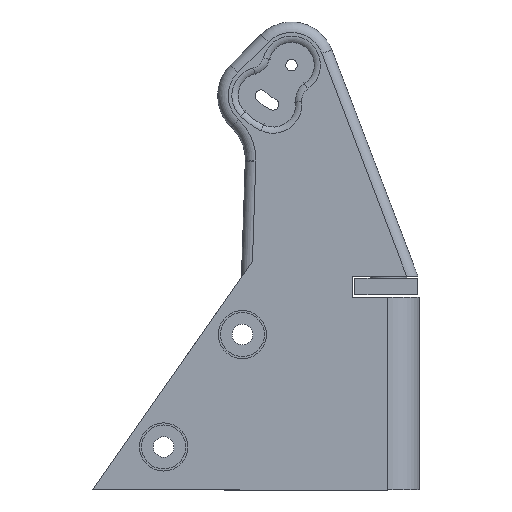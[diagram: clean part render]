
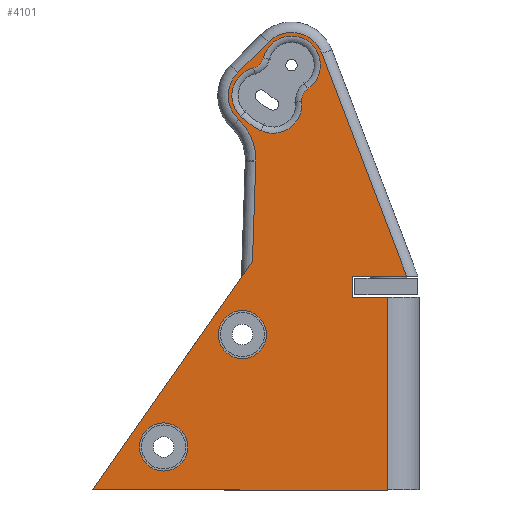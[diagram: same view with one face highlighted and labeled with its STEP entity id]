
A CAD part, front view. The second image highlights one B-rep face of the part: STEP entity #4101.
In plain terms, the highlighted planar face has unit normal (0, -1, 0).
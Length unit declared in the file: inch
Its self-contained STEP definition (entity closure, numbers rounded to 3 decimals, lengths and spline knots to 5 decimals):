
#37=FACE_BOUND('',#652,.T.);
#38=FACE_BOUND('',#653,.T.);
#39=FACE_BOUND('',#654,.T.);
#393=FACE_OUTER_BOUND('',#651,.T.);
#651=EDGE_LOOP('',(#2954,#2955,#2956,#2957,#2958,#2959,#2960,#2961,#2962,
#2963,#2964,#2965,#2966));
#652=EDGE_LOOP('',(#2967));
#653=EDGE_LOOP('',(#2968));
#654=EDGE_LOOP('',(#2969,#2970,#2971,#2972,#2973,#2974));
#911=CIRCLE('',#4354,0.186);
#915=CIRCLE('',#4360,0.186);
#918=CIRCLE('',#4364,0.31);
#960=CIRCLE('',#4439,0.1375);
#961=CIRCLE('',#4440,0.1375);
#962=CIRCLE('',#4441,0.1655);
#963=CIRCLE('',#4442,0.0775);
#964=CIRCLE('',#4443,0.165);
#965=CIRCLE('',#4444,0.413);
#966=CIRCLE('',#4445,0.165);
#967=CIRCLE('',#4446,0.0775);
#1239=LINE('',#6345,#1467);
#1241=LINE('',#6366,#1469);
#1242=LINE('',#6377,#1470);
#1244=LINE('',#6392,#1472);
#1257=LINE('',#6457,#1485);
#1267=LINE('',#6912,#1495);
#1268=LINE('',#6914,#1496);
#1269=LINE('',#6916,#1497);
#1270=LINE('',#6918,#1498);
#1271=LINE('',#6919,#1499);
#1467=VECTOR('',#4954,0.3937);
#1469=VECTOR('',#4962,0.3937);
#1470=VECTOR('',#4975,0.3937);
#1472=VECTOR('',#4995,0.3937);
#1485=VECTOR('',#5034,1.);
#1495=VECTOR('',#5162,1.);
#1496=VECTOR('',#5163,1.);
#1497=VECTOR('',#5164,1.);
#1498=VECTOR('',#5165,1.);
#1499=VECTOR('',#5166,1.);
#1706=VERTEX_POINT('',#6342);
#1707=VERTEX_POINT('',#6344);
#1708=VERTEX_POINT('',#6359);
#1711=VERTEX_POINT('',#6364);
#1713=VERTEX_POINT('',#6369);
#1715=VERTEX_POINT('',#6375);
#1717=VERTEX_POINT('',#6381);
#1719=VERTEX_POINT('',#6387);
#1734=VERTEX_POINT('',#6456);
#1768=VERTEX_POINT('',#6911);
#1769=VERTEX_POINT('',#6913);
#1770=VERTEX_POINT('',#6915);
#1771=VERTEX_POINT('',#6917);
#1772=VERTEX_POINT('',#6920);
#1773=VERTEX_POINT('',#6922);
#1774=VERTEX_POINT('',#6924);
#1775=VERTEX_POINT('',#6925);
#1776=VERTEX_POINT('',#6927);
#1777=VERTEX_POINT('',#6929);
#1778=VERTEX_POINT('',#6931);
#1779=VERTEX_POINT('',#6933);
#2113=EDGE_CURVE('',#1706,#1707,#1239,.T.);
#2118=EDGE_CURVE('',#1711,#1708,#1241,.T.);
#2120=EDGE_CURVE('',#1713,#1711,#911,.T.);
#2123=EDGE_CURVE('',#1715,#1713,#1242,.T.);
#2126=EDGE_CURVE('',#1717,#1715,#915,.T.);
#2129=EDGE_CURVE('',#1719,#1717,#918,.T.);
#2131=EDGE_CURVE('',#1707,#1719,#1244,.T.);
#2155=EDGE_CURVE('',#1734,#1708,#1257,.T.);
#2220=EDGE_CURVE('',#1706,#1768,#1267,.T.);
#2221=EDGE_CURVE('',#1768,#1769,#1268,.T.);
#2222=EDGE_CURVE('',#1769,#1770,#1269,.T.);
#2223=EDGE_CURVE('',#1770,#1771,#1270,.T.);
#2224=EDGE_CURVE('',#1771,#1734,#1271,.T.);
#2225=EDGE_CURVE('',#1772,#1772,#960,.T.);
#2226=EDGE_CURVE('',#1773,#1773,#961,.T.);
#2227=EDGE_CURVE('',#1774,#1775,#962,.T.);
#2228=EDGE_CURVE('',#1775,#1776,#963,.T.);
#2229=EDGE_CURVE('',#1776,#1777,#964,.T.);
#2230=EDGE_CURVE('',#1777,#1778,#965,.T.);
#2231=EDGE_CURVE('',#1778,#1779,#966,.T.);
#2232=EDGE_CURVE('',#1779,#1774,#967,.T.);
#2954=ORIENTED_EDGE('',*,*,#2220,.T.);
#2955=ORIENTED_EDGE('',*,*,#2221,.T.);
#2956=ORIENTED_EDGE('',*,*,#2222,.T.);
#2957=ORIENTED_EDGE('',*,*,#2223,.T.);
#2958=ORIENTED_EDGE('',*,*,#2224,.T.);
#2959=ORIENTED_EDGE('',*,*,#2155,.T.);
#2960=ORIENTED_EDGE('',*,*,#2118,.F.);
#2961=ORIENTED_EDGE('',*,*,#2120,.F.);
#2962=ORIENTED_EDGE('',*,*,#2123,.F.);
#2963=ORIENTED_EDGE('',*,*,#2126,.F.);
#2964=ORIENTED_EDGE('',*,*,#2129,.F.);
#2965=ORIENTED_EDGE('',*,*,#2131,.F.);
#2966=ORIENTED_EDGE('',*,*,#2113,.F.);
#2967=ORIENTED_EDGE('',*,*,#2225,.T.);
#2968=ORIENTED_EDGE('',*,*,#2226,.T.);
#2969=ORIENTED_EDGE('',*,*,#2227,.T.);
#2970=ORIENTED_EDGE('',*,*,#2228,.T.);
#2971=ORIENTED_EDGE('',*,*,#2229,.T.);
#2972=ORIENTED_EDGE('',*,*,#2230,.T.);
#2973=ORIENTED_EDGE('',*,*,#2231,.T.);
#2974=ORIENTED_EDGE('',*,*,#2232,.T.);
#3994=PLANE('',#4438);
#4101=ADVANCED_FACE('',(#393,#37,#38,#39),#3994,.T.);
#4354=AXIS2_PLACEMENT_3D('',#6371,#4967,#4968);
#4360=AXIS2_PLACEMENT_3D('',#6383,#4981,#4982);
#4364=AXIS2_PLACEMENT_3D('',#6389,#4989,#4990);
#4438=AXIS2_PLACEMENT_3D('',#6910,#5160,#5161);
#4439=AXIS2_PLACEMENT_3D('',#6921,#5167,#5168);
#4440=AXIS2_PLACEMENT_3D('',#6923,#5169,#5170);
#4441=AXIS2_PLACEMENT_3D('',#6926,#5171,#5172);
#4442=AXIS2_PLACEMENT_3D('',#6928,#5173,#5174);
#4443=AXIS2_PLACEMENT_3D('',#6930,#5175,#5176);
#4444=AXIS2_PLACEMENT_3D('',#6932,#5177,#5178);
#4445=AXIS2_PLACEMENT_3D('',#6934,#5179,#5180);
#4446=AXIS2_PLACEMENT_3D('',#6935,#5181,#5182);
#4954=DIRECTION('',(0.033,0.,0.999));
#4962=DIRECTION('',(0.356,0.,-0.935));
#4967=DIRECTION('center_axis',(0.,1.,0.));
#4968=DIRECTION('ref_axis',(0.209,0.,0.978));
#4975=DIRECTION('',(0.707,0.,0.707));
#4981=DIRECTION('center_axis',(0.,1.,0.));
#4982=DIRECTION('ref_axis',(-1.,0.,-0.018));
#4989=DIRECTION('center_axis',(0.,-1.,0.));
#4990=DIRECTION('ref_axis',(0.923,0.,0.384));
#4995=DIRECTION('',(0.032,0.,0.999));
#5034=DIRECTION('',(1.,0.,0.));
#5160=DIRECTION('center_axis',(0.,-1.,0.));
#5161=DIRECTION('ref_axis',(0.,0.,-1.));
#5162=DIRECTION('',(-0.574,0.,-0.819));
#5163=DIRECTION('',(1.,0.,0.));
#5164=DIRECTION('',(0.,0.,1.));
#5165=DIRECTION('',(-1.,0.,0.));
#5166=DIRECTION('',(0.,0.,1.));
#5167=DIRECTION('center_axis',(0.,1.,0.));
#5168=DIRECTION('ref_axis',(0.,0.,-1.));
#5169=DIRECTION('center_axis',(0.,1.,0.));
#5170=DIRECTION('ref_axis',(0.,0.,-1.));
#5171=DIRECTION('center_axis',(0.,1.,0.));
#5172=DIRECTION('ref_axis',(0.,0.,-1.));
#5173=DIRECTION('center_axis',(0.,-1.,0.));
#5174=DIRECTION('ref_axis',(0.,0.,-1.));
#5175=DIRECTION('center_axis',(0.,1.,0.));
#5176=DIRECTION('ref_axis',(0.,0.,-1.));
#5177=DIRECTION('center_axis',(0.,1.,0.));
#5178=DIRECTION('ref_axis',(0.,0.,-1.));
#5179=DIRECTION('center_axis',(0.,1.,0.));
#5180=DIRECTION('ref_axis',(0.,0.,-1.));
#5181=DIRECTION('center_axis',(0.,-1.,0.));
#5182=DIRECTION('ref_axis',(0.,0.,-1.));
#6342=CARTESIAN_POINT('',(2.06664,-0.7874,1.30273));
#6344=CARTESIAN_POINT('',(2.08567,-0.7874,1.87662));
#6345=CARTESIAN_POINT('',(2.04956,-0.7874,0.78799));
#6359=CARTESIAN_POINT('',(2.94665,-0.7874,1.222));
#6364=CARTESIAN_POINT('',(2.46317,-0.7874,2.49312));
#6366=CARTESIAN_POINT('',(3.05975,-0.7874,0.92462));
#6369=CARTESIAN_POINT('',(2.1578,-0.7874,2.55852));
#6371=CARTESIAN_POINT('Origin',(2.28932,-0.7874,2.427));
#6375=CARTESIAN_POINT('',(1.98244,-0.7874,2.38316));
#6377=CARTESIAN_POINT('',(1.29897,-0.7874,1.69969));
#6381=CARTESIAN_POINT('',(1.98719,-0.7874,2.11553));
#6383=CARTESIAN_POINT('Origin',(2.11396,-0.7874,2.25164));
#6387=CARTESIAN_POINT('',(2.08574,-0.7874,1.87881));
#6389=CARTESIAN_POINT('Origin',(1.7759,-0.7874,1.88869));
#6392=CARTESIAN_POINT('',(2.05687,-0.7874,0.97355));
#6456=CARTESIAN_POINT('',(2.63932,-0.7874,1.222));
#6457=CARTESIAN_POINT('',(2.63932,-0.7874,1.222));
#6910=CARTESIAN_POINT('Origin',(1.33021,-0.7874,-0.0492));
#6911=CARTESIAN_POINT('',(1.15446,-0.7874,0.));
#6912=CARTESIAN_POINT('',(2.00362,-0.7874,1.21273));
#6913=CARTESIAN_POINT('',(2.83932,-0.7874,0.));
#6914=CARTESIAN_POINT('',(1.15446,-0.7874,0.));
#6915=CARTESIAN_POINT('',(2.83932,-0.7874,1.102));
#6916=CARTESIAN_POINT('',(2.83932,-0.7874,0.));
#6917=CARTESIAN_POINT('',(2.63932,-0.7874,1.102));
#6918=CARTESIAN_POINT('',(2.83932,-0.7874,1.102));
#6919=CARTESIAN_POINT('',(2.63932,-0.7874,1.102));
#6920=CARTESIAN_POINT('',(2.00888,-0.7874,0.75006));
#6921=CARTESIAN_POINT('Origin',(2.00888,-0.7874,0.88756));
#6922=CARTESIAN_POINT('',(1.55948,-0.7874,0.10825));
#6923=CARTESIAN_POINT('Origin',(1.55948,-0.7874,0.24575));
#6924=CARTESIAN_POINT('',(2.12887,-0.7874,2.46755));
#6925=CARTESIAN_POINT('',(2.3823,-0.7874,2.29009));
#6926=CARTESIAN_POINT('Origin',(2.28932,-0.7874,2.427));
#6927=CARTESIAN_POINT('',(2.34872,-0.7874,2.21839));
#6928=CARTESIAN_POINT('Origin',(2.42585,-0.7874,2.22598));
#6929=CARTESIAN_POINT('',(2.11478,-0.7874,2.05269));
#6930=CARTESIAN_POINT('Origin',(2.18451,-0.7874,2.20224));
#6931=CARTESIAN_POINT('',(1.99729,-0.7874,2.13496));
#6932=CARTESIAN_POINT('Origin',(2.28932,-0.7874,2.427));
#6933=CARTESIAN_POINT('',(2.07298,-0.7874,2.41147));
#6934=CARTESIAN_POINT('Origin',(2.11396,-0.7874,2.25164));
#6935=CARTESIAN_POINT('Origin',(2.05373,-0.7874,2.48654));
